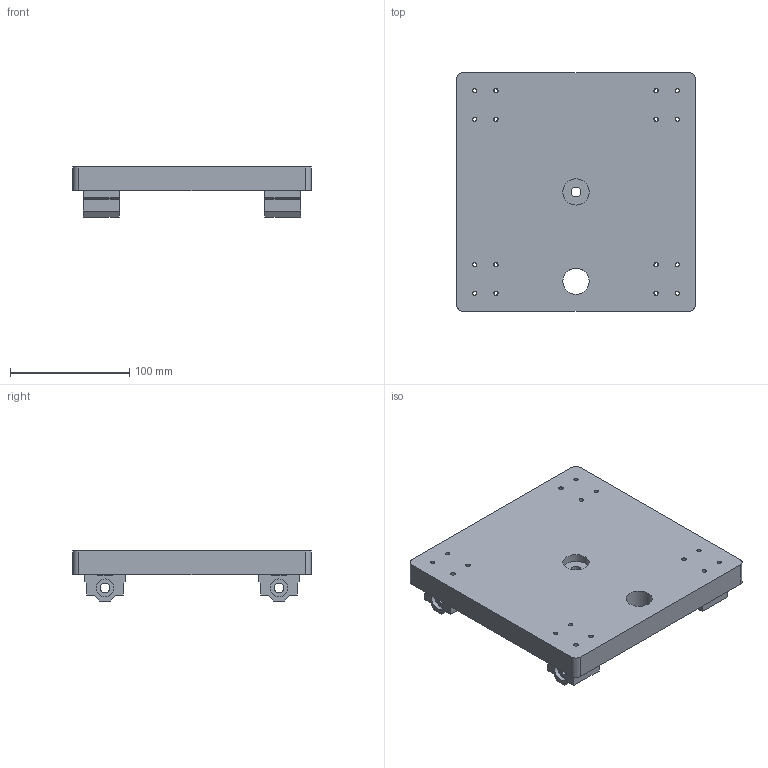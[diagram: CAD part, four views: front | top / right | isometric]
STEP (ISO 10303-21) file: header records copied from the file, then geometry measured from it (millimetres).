
FILE_DESCRIPTION(/* description */ (''),/* implementation_level */ '2;1');
FILE_NAME(/* name */ 'Platinestator.stp',/* time_stamp */ '2024-05-05T11:37:11+02:00',/* author */ (''),/* organization */ (''),/* preprocessor_version */ 'ST-DEVELOPER v20',/* originating_system */ 'Autodesk Translation Framework v12.20.1.177',/* authorisation */ '');
FILE_SCHEMA (('AUTOMOTIVE_DESIGN { 1 0 10303 214 3 1 1 }'));
Length unit declared in the file: millimetre
Products named in the file (2): Platine_stator; 8mm Mil Araba - Step
Assembly tree (4 placements, depth 2):
  Platine_stator
    8mm Mil Araba - Step  x4
Bounding box: 200 x 200 x 42 mm (x, y, z)
Volume: 844287.5 mm3; surface area: 124106.8 mm2
Topology: 5 solids, 5 shells, 140 faces, 360 edges, 240 vertices
Faces by surface type: plane 88, cylinder 52
Full cylindrical faces by diameter (mm): 3.2 x16, 3.6 x16, 8 x5, 15 x8, 22 x3
Entity records: 2016 total; most frequent: DIRECTION 345, CARTESIAN_POINT 320, ORIENTED_EDGE 306, EDGE_CURVE 153, AXIS2_PLACEMENT_3D 127, EDGE_LOOP 109, VERTEX_POINT 102, LINE 91
